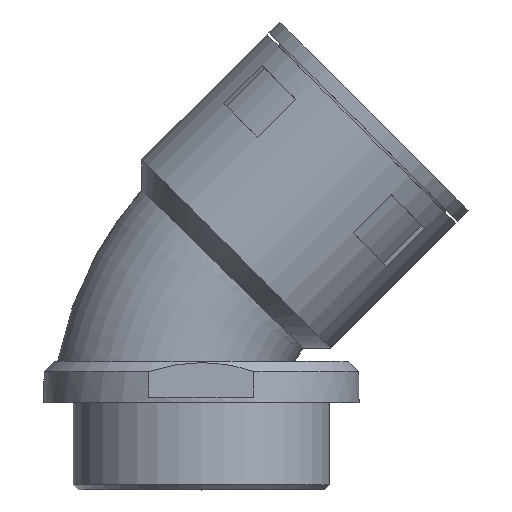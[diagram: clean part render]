
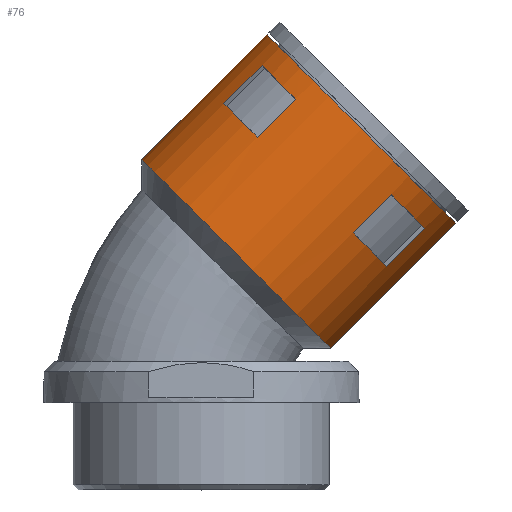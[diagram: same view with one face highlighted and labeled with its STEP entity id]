
A CAD part, top view. The second image highlights one B-rep face of the part: STEP entity #76.
In plain terms, the highlighted cylindrical face has radius 26 mm (diameter 52 mm), a full revolution.
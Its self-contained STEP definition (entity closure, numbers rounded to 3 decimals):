
#76 = ADVANCED_FACE( '', ( #122, #123, #124, #125, #126, #127 ), #128, .T. );
#122 = FACE_OUTER_BOUND( '', #229, .T. );
#123 = FACE_BOUND( '', #230, .T. );
#124 = FACE_BOUND( '', #231, .T. );
#125 = FACE_BOUND( '', #232, .T. );
#126 = FACE_BOUND( '', #233, .T. );
#127 = FACE_OUTER_BOUND( '', #234, .T. );
#128 = CYLINDRICAL_SURFACE( '', #235, 26. );
#229 = EDGE_LOOP( '', ( #338 ) );
#230 = EDGE_LOOP( '', ( #339, #340, #341, #342 ) );
#231 = EDGE_LOOP( '', ( #343, #344, #345, #346 ) );
#232 = EDGE_LOOP( '', ( #347, #348, #349, #350 ) );
#233 = EDGE_LOOP( '', ( #351, #352, #353, #354 ) );
#234 = EDGE_LOOP( '', ( #355 ) );
#235 = AXIS2_PLACEMENT_3D( '', #356, #357, #358 );
#338 = ORIENTED_EDGE( '', *, *, #618, .F. );
#339 = ORIENTED_EDGE( '', *, *, #619, .F. );
#340 = ORIENTED_EDGE( '', *, *, #620, .T. );
#341 = ORIENTED_EDGE( '', *, *, #621, .F. );
#342 = ORIENTED_EDGE( '', *, *, #622, .F. );
#343 = ORIENTED_EDGE( '', *, *, #623, .F. );
#344 = ORIENTED_EDGE( '', *, *, #624, .T. );
#345 = ORIENTED_EDGE( '', *, *, #625, .F. );
#346 = ORIENTED_EDGE( '', *, *, #626, .F. );
#347 = ORIENTED_EDGE( '', *, *, #627, .F. );
#348 = ORIENTED_EDGE( '', *, *, #628, .T. );
#349 = ORIENTED_EDGE( '', *, *, #629, .F. );
#350 = ORIENTED_EDGE( '', *, *, #630, .F. );
#351 = ORIENTED_EDGE( '', *, *, #631, .F. );
#352 = ORIENTED_EDGE( '', *, *, #632, .T. );
#353 = ORIENTED_EDGE( '', *, *, #633, .F. );
#354 = ORIENTED_EDGE( '', *, *, #634, .F. );
#355 = ORIENTED_EDGE( '', *, *, #616, .T. );
#356 = CARTESIAN_POINT( '', ( 38.454, 58.336, 0. ) );
#357 = DIRECTION( '', ( -0.707, -0.707, 0. ) );
#358 = DIRECTION( '', ( -0.707, 0.707, 0. ) );
#616 = EDGE_CURVE( '', #693, #693, #694, .T. );
#618 = EDGE_CURVE( '', #697, #697, #698, .T. );
#619 = EDGE_CURVE( '', #699, #700, #701, .F. );
#620 = EDGE_CURVE( '', #699, #702, #703, .T. );
#621 = EDGE_CURVE( '', #704, #702, #705, .T. );
#622 = EDGE_CURVE( '', #700, #704, #706, .T. );
#623 = EDGE_CURVE( '', #707, #708, #709, .F. );
#624 = EDGE_CURVE( '', #707, #710, #711, .T. );
#625 = EDGE_CURVE( '', #712, #710, #713, .T. );
#626 = EDGE_CURVE( '', #708, #712, #714, .T. );
#627 = EDGE_CURVE( '', #715, #716, #717, .F. );
#628 = EDGE_CURVE( '', #715, #718, #719, .T. );
#629 = EDGE_CURVE( '', #720, #718, #721, .T. );
#630 = EDGE_CURVE( '', #716, #720, #722, .T. );
#631 = EDGE_CURVE( '', #723, #724, #725, .F. );
#632 = EDGE_CURVE( '', #723, #726, #727, .T. );
#633 = EDGE_CURVE( '', #728, #726, #729, .T. );
#634 = EDGE_CURVE( '', #724, #728, #730, .T. );
#693 = VERTEX_POINT( '', #827 );
#694 = CIRCLE( '', #828, 26. );
#697 = VERTEX_POINT( '', #938 );
#698 = CIRCLE( '', #939, 26. );
#699 = VERTEX_POINT( '', #940 );
#700 = VERTEX_POINT( '', #941 );
#701 = LINE( '', #942, #943 );
#702 = VERTEX_POINT( '', #944 );
#703 = CIRCLE( '', #945, 26. );
#704 = VERTEX_POINT( '', #946 );
#705 = LINE( '', #947, #948 );
#706 = CIRCLE( '', #949, 26. );
#707 = VERTEX_POINT( '', #950 );
#708 = VERTEX_POINT( '', #951 );
#709 = LINE( '', #952, #953 );
#710 = VERTEX_POINT( '', #954 );
#711 = CIRCLE( '', #955, 26. );
#712 = VERTEX_POINT( '', #956 );
#713 = LINE( '', #957, #958 );
#714 = CIRCLE( '', #959, 26. );
#715 = VERTEX_POINT( '', #960 );
#716 = VERTEX_POINT( '', #961 );
#717 = LINE( '', #962, #963 );
#718 = VERTEX_POINT( '', #964 );
#719 = CIRCLE( '', #965, 26. );
#720 = VERTEX_POINT( '', #966 );
#721 = LINE( '', #967, #968 );
#722 = CIRCLE( '', #969, 26. );
#723 = VERTEX_POINT( '', #970 );
#724 = VERTEX_POINT( '', #971 );
#725 = LINE( '', #972, #973 );
#726 = VERTEX_POINT( '', #974 );
#727 = CIRCLE( '', #975, 26. );
#728 = VERTEX_POINT( '', #976 );
#729 = LINE( '', #977, #978 );
#730 = CIRCLE( '', #979, 26. );
#827 = CARTESIAN_POINT( '', ( -4.326, 52.326, 0. ) );
#828 = AXIS2_PLACEMENT_3D( '', #1241, #1242, #1243 );
#938 = CARTESIAN_POINT( '', ( 20.069, 76.721, 0. ) );
#939 = AXIS2_PLACEMENT_3D( '', #1244, #1245, #1246 );
#940 = CARTESIAN_POINT( '', ( 19.081, 70.638, 13.205 ) );
#941 = CARTESIAN_POINT( '', ( 11.657, 63.213, 13.205 ) );
#942 = CARTESIAN_POINT( '', ( 22.617, 74.174, 13.205 ) );
#943 = VECTOR( '', #1247, 1000. );
#944 = CARTESIAN_POINT( '', ( 25.581, 64.138, 22.397 ) );
#945 = AXIS2_PLACEMENT_3D( '', #1248, #1249, #1250 );
#946 = CARTESIAN_POINT( '', ( 18.157, 56.713, 22.397 ) );
#947 = CARTESIAN_POINT( '', ( 29.117, 67.674, 22.397 ) );
#948 = VECTOR( '', #1251, 1000. );
#949 = AXIS2_PLACEMENT_3D( '', #1252, #1253, #1254 );
#950 = CARTESIAN_POINT( '', ( 44.256, 45.464, 22.397 ) );
#951 = CARTESIAN_POINT( '', ( 36.831, 38.039, 22.397 ) );
#952 = CARTESIAN_POINT( '', ( 47.791, 48.999, 22.397 ) );
#953 = VECTOR( '', #1255, 1000. );
#954 = CARTESIAN_POINT( '', ( 50.756, 38.964, 13.205 ) );
#955 = AXIS2_PLACEMENT_3D( '', #1256, #1257, #1258 );
#956 = CARTESIAN_POINT( '', ( 43.331, 31.539, 13.205 ) );
#957 = CARTESIAN_POINT( '', ( 54.291, 42.499, 13.205 ) );
#958 = VECTOR( '', #1259, 1000. );
#959 = AXIS2_PLACEMENT_3D( '', #1260, #1261, #1262 );
#960 = CARTESIAN_POINT( '', ( 50.756, 38.964, -13.205 ) );
#961 = CARTESIAN_POINT( '', ( 43.331, 31.539, -13.205 ) );
#962 = CARTESIAN_POINT( '', ( 54.291, 42.499, -13.205 ) );
#963 = VECTOR( '', #1263, 1000. );
#964 = CARTESIAN_POINT( '', ( 44.256, 45.464, -22.397 ) );
#965 = AXIS2_PLACEMENT_3D( '', #1264, #1265, #1266 );
#966 = CARTESIAN_POINT( '', ( 36.831, 38.039, -22.397 ) );
#967 = CARTESIAN_POINT( '', ( 47.791, 48.999, -22.397 ) );
#968 = VECTOR( '', #1267, 1000. );
#969 = AXIS2_PLACEMENT_3D( '', #1268, #1269, #1270 );
#970 = CARTESIAN_POINT( '', ( 25.581, 64.138, -22.397 ) );
#971 = CARTESIAN_POINT( '', ( 18.157, 56.713, -22.397 ) );
#972 = CARTESIAN_POINT( '', ( 29.117, 67.674, -22.397 ) );
#973 = VECTOR( '', #1271, 1000. );
#974 = CARTESIAN_POINT( '', ( 19.081, 70.638, -13.205 ) );
#975 = AXIS2_PLACEMENT_3D( '', #1272, #1273, #1274 );
#976 = CARTESIAN_POINT( '', ( 11.657, 63.213, -13.205 ) );
#977 = CARTESIAN_POINT( '', ( 22.617, 74.174, -13.205 ) );
#978 = VECTOR( '', #1275, 1000. );
#979 = AXIS2_PLACEMENT_3D( '', #1276, #1277, #1278 );
#1241 = CARTESIAN_POINT( '', ( 14.059, 33.941, 0. ) );
#1242 = DIRECTION( '', ( 0.707, 0.707, 0. ) );
#1243 = DIRECTION( '', ( -0.707, 0.707, 0. ) );
#1244 = CARTESIAN_POINT( '', ( 38.454, 58.336, 0. ) );
#1245 = DIRECTION( '', ( 0.707, 0.707, 0. ) );
#1246 = DIRECTION( '', ( -0.707, 0.707, 0. ) );
#1247 = DIRECTION( '', ( 0.707, 0.707, 0. ) );
#1248 = CARTESIAN_POINT( '', ( 34.919, 54.801, 0. ) );
#1249 = DIRECTION( '', ( 0.707, 0.707, 0. ) );
#1250 = DIRECTION( '', ( -0.707, 0.707, 0. ) );
#1251 = DIRECTION( '', ( 0.707, 0.707, 0. ) );
#1252 = CARTESIAN_POINT( '', ( 27.494, 47.376, 0. ) );
#1253 = DIRECTION( '', ( 0.707, 0.707, 0. ) );
#1254 = DIRECTION( '', ( -0.707, 0.707, 0. ) );
#1255 = DIRECTION( '', ( 0.707, 0.707, 0. ) );
#1256 = CARTESIAN_POINT( '', ( 34.919, 54.801, 0. ) );
#1257 = DIRECTION( '', ( 0.707, 0.707, 0. ) );
#1258 = DIRECTION( '', ( -0.707, 0.707, 0. ) );
#1259 = DIRECTION( '', ( 0.707, 0.707, 0. ) );
#1260 = CARTESIAN_POINT( '', ( 27.494, 47.376, 0. ) );
#1261 = DIRECTION( '', ( 0.707, 0.707, 0. ) );
#1262 = DIRECTION( '', ( -0.707, 0.707, 0. ) );
#1263 = DIRECTION( '', ( 0.707, 0.707, 0. ) );
#1264 = CARTESIAN_POINT( '', ( 34.919, 54.801, 0. ) );
#1265 = DIRECTION( '', ( 0.707, 0.707, 0. ) );
#1266 = DIRECTION( '', ( -0.707, 0.707, 0. ) );
#1267 = DIRECTION( '', ( 0.707, 0.707, 0. ) );
#1268 = CARTESIAN_POINT( '', ( 27.494, 47.376, 0. ) );
#1269 = DIRECTION( '', ( 0.707, 0.707, 0. ) );
#1270 = DIRECTION( '', ( -0.707, 0.707, 0. ) );
#1271 = DIRECTION( '', ( 0.707, 0.707, 0. ) );
#1272 = CARTESIAN_POINT( '', ( 34.919, 54.801, 0. ) );
#1273 = DIRECTION( '', ( 0.707, 0.707, 0. ) );
#1274 = DIRECTION( '', ( -0.707, 0.707, 0. ) );
#1275 = DIRECTION( '', ( 0.707, 0.707, 0. ) );
#1276 = CARTESIAN_POINT( '', ( 27.494, 47.376, 0. ) );
#1277 = DIRECTION( '', ( 0.707, 0.707, 0. ) );
#1278 = DIRECTION( '', ( -0.707, 0.707, 0. ) );
